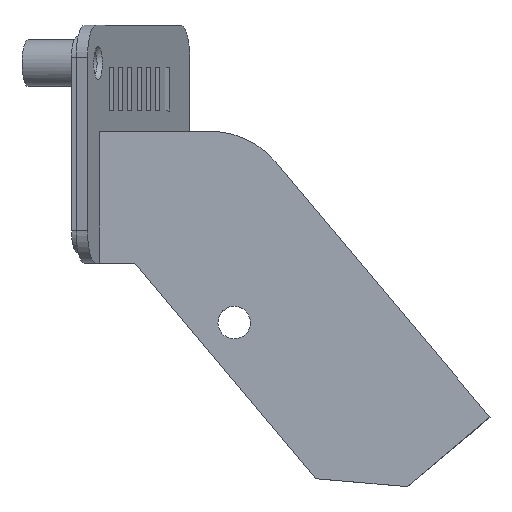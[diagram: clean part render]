
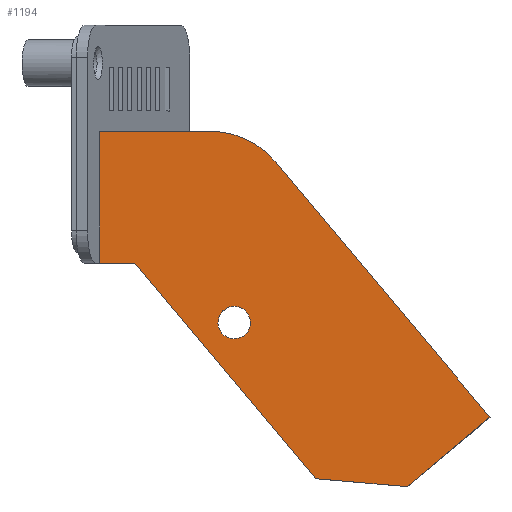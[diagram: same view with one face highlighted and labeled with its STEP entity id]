
A CAD part, top view. The second image highlights one B-rep face of the part: STEP entity #1194.
In plain terms, the highlighted planar face has unit normal (0, 0, 1).
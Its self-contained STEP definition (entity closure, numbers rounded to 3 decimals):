
#184 = VERTEX_POINT('',#185);
#185 = CARTESIAN_POINT('',(9.338,-33.,17.777));
#191 = EDGE_CURVE('',#192,#184,#194,.T.);
#192 = VERTEX_POINT('',#193);
#193 = CARTESIAN_POINT('',(6.06,-33.,17.777));
#194 = LINE('',#195,#196);
#195 = CARTESIAN_POINT('',(8.338,-33.,17.777));
#196 = VECTOR('',#197,1.);
#197 = DIRECTION('',(1.,0.,0.));
#304 = VERTEX_POINT('',#305);
#305 = CARTESIAN_POINT('',(42.163,-47.229,
    17.777));
#311 = EDGE_CURVE('',#312,#304,#314,.T.);
#312 = VERTEX_POINT('',#313);
#313 = CARTESIAN_POINT('',(34.503,-53.657,
    17.777));
#314 = LINE('',#315,#316);
#315 = CARTESIAN_POINT('',(34.503,-53.657,
    17.777));
#316 = VECTOR('',#317,1.);
#317 = DIRECTION('',(0.766,0.643,0.));
#728 = VERTEX_POINT('',#729);
#729 = CARTESIAN_POINT('',(6.06,-20.8,17.777));
#735 = EDGE_CURVE('',#192,#728,#736,.T.);
#736 = LINE('',#737,#738);
#737 = CARTESIAN_POINT('',(6.06,-21.4,17.777));
#738 = VECTOR('',#739,1.);
#739 = DIRECTION('',(0.,1.,0.));
#1177 = VERTEX_POINT('',#1178);
#1178 = CARTESIAN_POINT('',(26.05,-52.917,
    17.777));
#1184 = EDGE_CURVE('',#184,#1177,#1185,.T.);
#1185 = LINE('',#1186,#1187);
#1186 = CARTESIAN_POINT('',(9.338,-33.,17.777));
#1187 = VECTOR('',#1188,1.);
#1188 = DIRECTION('',(0.643,-0.766,0.));
#1194 = ADVANCED_FACE('',(#1195,#1239),#1268,.T.);
#1195 = FACE_BOUND('',#1196,.T.);
#1196 = EDGE_LOOP('',(#1197,#1198,#1199,#1200,#1206,#1207,#1215,#1224,
    #1233));
#1197 = ORIENTED_EDGE('',*,*,#735,.F.);
#1198 = ORIENTED_EDGE('',*,*,#191,.T.);
#1199 = ORIENTED_EDGE('',*,*,#1184,.T.);
#1200 = ORIENTED_EDGE('',*,*,#1201,.T.);
#1201 = EDGE_CURVE('',#1177,#312,#1202,.T.);
#1202 = LINE('',#1203,#1204);
#1203 = CARTESIAN_POINT('',(26.05,-52.917,
    17.777));
#1204 = VECTOR('',#1205,1.);
#1205 = DIRECTION('',(0.996,-0.087,0.));
#1206 = ORIENTED_EDGE('',*,*,#311,.T.);
#1207 = ORIENTED_EDGE('',*,*,#1208,.F.);
#1208 = EDGE_CURVE('',#1209,#304,#1211,.T.);
#1209 = VERTEX_POINT('',#1210);
#1210 = CARTESIAN_POINT('',(22.385,-23.658,
    17.777));
#1211 = LINE('',#1212,#1213);
#1212 = CARTESIAN_POINT('',(23.033,-24.429,
    17.777));
#1213 = VECTOR('',#1214,1.);
#1214 = DIRECTION('',(0.643,-0.766,0.));
#1215 = ORIENTED_EDGE('',*,*,#1216,.F.);
#1216 = EDGE_CURVE('',#1217,#1209,#1219,.T.);
#1217 = VERTEX_POINT('',#1218);
#1218 = CARTESIAN_POINT('',(19.392,-21.44,
    17.777));
#1219 = CIRCLE('',#1220,8.);
#1220 = AXIS2_PLACEMENT_3D('',#1221,#1222,#1223);
#1221 = CARTESIAN_POINT('',(16.257,-28.8,17.777));
#1222 = DIRECTION('',(0.,0.,-1.));
#1223 = DIRECTION('',(0.,1.,0.));
#1224 = ORIENTED_EDGE('',*,*,#1225,.T.);
#1225 = EDGE_CURVE('',#1217,#1226,#1228,.T.);
#1226 = VERTEX_POINT('',#1227);
#1227 = CARTESIAN_POINT('',(16.257,-20.8,17.777));
#1228 = CIRCLE('',#1229,8.);
#1229 = AXIS2_PLACEMENT_3D('',#1230,#1231,#1232);
#1230 = CARTESIAN_POINT('',(16.257,-28.8,17.777));
#1231 = DIRECTION('',(0.,-0.,1.));
#1232 = DIRECTION('',(1.,0.,0.));
#1233 = ORIENTED_EDGE('',*,*,#1234,.F.);
#1234 = EDGE_CURVE('',#728,#1226,#1235,.T.);
#1235 = LINE('',#1236,#1237);
#1236 = CARTESIAN_POINT('',(8.338,-20.8,17.777));
#1237 = VECTOR('',#1238,1.);
#1238 = DIRECTION('',(1.,0.,0.));
#1239 = FACE_BOUND('',#1240,.T.);
#1240 = EDGE_LOOP('',(#1241,#1252,#1261));
#1241 = ORIENTED_EDGE('',*,*,#1242,.F.);
#1242 = EDGE_CURVE('',#1243,#1245,#1247,.T.);
#1243 = VERTEX_POINT('',#1244);
#1244 = CARTESIAN_POINT('',(17.025,-38.279,
    17.777));
#1245 = VERTEX_POINT('',#1246);
#1246 = CARTESIAN_POINT('',(19.978,-38.799,
    17.777));
#1247 = CIRCLE('',#1248,1.5);
#1248 = AXIS2_PLACEMENT_3D('',#1249,#1250,#1251);
#1249 = CARTESIAN_POINT('',(18.511,-38.487,
    17.777));
#1250 = DIRECTION('',(0.,-0.,1.));
#1251 = DIRECTION('',(1.,0.,0.));
#1252 = ORIENTED_EDGE('',*,*,#1253,.F.);
#1253 = EDGE_CURVE('',#1254,#1243,#1256,.T.);
#1254 = VERTEX_POINT('',#1255);
#1255 = CARTESIAN_POINT('',(20.011,-38.487,
    17.777));
#1256 = CIRCLE('',#1257,1.5);
#1257 = AXIS2_PLACEMENT_3D('',#1258,#1259,#1260);
#1258 = CARTESIAN_POINT('',(18.511,-38.487,
    17.777));
#1259 = DIRECTION('',(0.,0.,1.));
#1260 = DIRECTION('',(1.,0.,0.));
#1261 = ORIENTED_EDGE('',*,*,#1262,.F.);
#1262 = EDGE_CURVE('',#1245,#1254,#1263,.T.);
#1263 = CIRCLE('',#1264,1.5);
#1264 = AXIS2_PLACEMENT_3D('',#1265,#1266,#1267);
#1265 = CARTESIAN_POINT('',(18.511,-38.487,
    17.777));
#1266 = DIRECTION('',(0.,0.,1.));
#1267 = DIRECTION('',(1.,0.,0.));
#1268 = PLANE('',#1269);
#1269 = AXIS2_PLACEMENT_3D('',#1270,#1271,#1272);
#1270 = CARTESIAN_POINT('',(22.686,-36.956,
    17.777));
#1271 = DIRECTION('',(0.,0.,1.));
#1272 = DIRECTION('',(1.,0.,0.));
